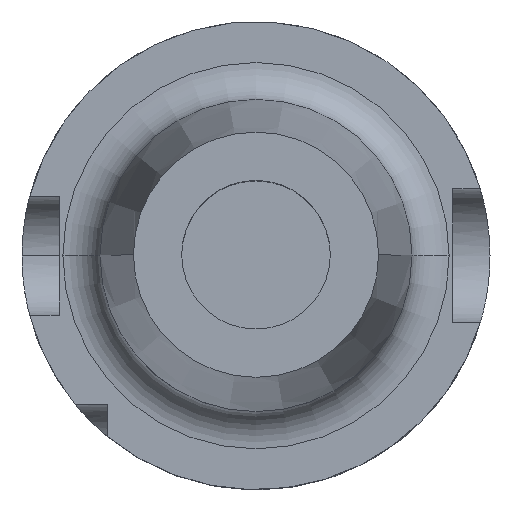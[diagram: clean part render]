
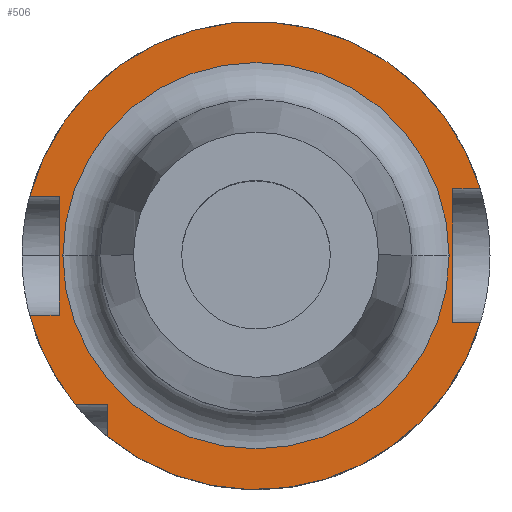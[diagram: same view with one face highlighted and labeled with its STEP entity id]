
A CAD part, top view. The second image highlights one B-rep face of the part: STEP entity #506.
In plain terms, the highlighted planar face has unit normal (0, 0, 1).
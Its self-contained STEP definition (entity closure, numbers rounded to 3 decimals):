
#50 = ORIENTED_EDGE ( 'NONE', *, *, #2122, .T. ) ;
#110 = ORIENTED_EDGE ( 'NONE', *, *, #3658, .F. ) ;
#145 = DIRECTION ( 'NONE',  ( -1., 0., 0. ) ) ;
#201 = CARTESIAN_POINT ( 'NONE',  ( 0., 0., 26. ) ) ;
#207 = VECTOR ( 'NONE', #3083, 1000. ) ;
#213 = LINE ( 'NONE', #351, #3215 ) ;
#221 = VECTOR ( 'NONE', #1541, 1000. ) ;
#247 = CIRCLE ( 'NONE', #1831, 31.5 ) ;
#275 = VERTEX_POINT ( 'NONE', #2243 ) ;
#277 = CARTESIAN_POINT ( 'NONE',  ( 0., -8., 26. ) ) ;
#288 = CARTESIAN_POINT ( 'NONE',  ( -26.5, 21., 26. ) ) ;
#351 = CARTESIAN_POINT ( 'NONE',  ( 0., 9., 26. ) ) ;
#354 = CARTESIAN_POINT ( 'NONE',  ( 0., -9., 26. ) ) ;
#428 = CARTESIAN_POINT ( 'NONE',  ( -20., -24.336, 26. ) ) ;
#434 = ORIENTED_EDGE ( 'NONE', *, *, #1603, .F. ) ;
#444 = EDGE_CURVE ( 'NONE', #604, #1516, #1514, .T. ) ;
#471 = ORIENTED_EDGE ( 'NONE', *, *, #1789, .T. ) ;
#477 = EDGE_LOOP ( 'NONE', ( #3374, #1883, #1255, #471, #1581, #2020, #3091, #434, #1852, #2603, #110 ) ) ;
#492 = CARTESIAN_POINT ( 'NONE',  ( -20., 21., 26. ) ) ;
#493 = DIRECTION ( 'NONE',  ( 1., 0., 0. ) ) ;
#506 = ADVANCED_FACE ( 'NONE', ( #851, #1338 ), #1029, .T. ) ;
#604 = VERTEX_POINT ( 'NONE', #779 ) ;
#659 = CARTESIAN_POINT ( 'NONE',  ( 26.5, 9., 26. ) ) ;
#683 = VERTEX_POINT ( 'NONE', #1930 ) ;
#733 = DIRECTION ( 'NONE',  ( 0., 0., -1. ) ) ;
#779 = CARTESIAN_POINT ( 'NONE',  ( -26.5, -8., 26. ) ) ;
#790 = ORIENTED_EDGE ( 'NONE', *, *, #2876, .T. ) ;
#827 = EDGE_LOOP ( 'NONE', ( #790, #50 ) ) ;
#851 = FACE_BOUND ( 'NONE', #827, .T. ) ;
#869 = LINE ( 'NONE', #277, #207 ) ;
#883 = CIRCLE ( 'NONE', #2802, 31.5 ) ;
#928 = CARTESIAN_POINT ( 'NONE',  ( -30.467, -8., 26. ) ) ;
#937 = CARTESIAN_POINT ( 'NONE',  ( 0., 0., 26. ) ) ;
#973 = EDGE_CURVE ( 'NONE', #3257, #1838, #1298, .T. ) ;
#1029 = PLANE ( 'NONE',  #1916 ) ;
#1100 = CARTESIAN_POINT ( 'NONE',  ( 26.5, 21., 26. ) ) ;
#1107 = EDGE_CURVE ( 'NONE', #2449, #1754, #1893, .T. ) ;
#1125 = EDGE_CURVE ( 'NONE', #2688, #2823, #883, .T. ) ;
#1141 = LINE ( 'NONE', #354, #3313 ) ;
#1197 = CARTESIAN_POINT ( 'NONE',  ( 0., 0., 26. ) ) ;
#1211 = CARTESIAN_POINT ( 'NONE',  ( -20., -20., 26. ) ) ;
#1220 = DIRECTION ( 'NONE',  ( -1., 0., 0. ) ) ;
#1255 = ORIENTED_EDGE ( 'NONE', *, *, #1125, .F. ) ;
#1298 = LINE ( 'NONE', #1100, #1866 ) ;
#1338 = FACE_OUTER_BOUND ( 'NONE', #477, .T. ) ;
#1349 = VERTEX_POINT ( 'NONE', #1544 ) ;
#1370 = DIRECTION ( 'NONE',  ( 0., 1., 0. ) ) ;
#1471 = DIRECTION ( 'NONE',  ( -1., 0., 0. ) ) ;
#1508 = VERTEX_POINT ( 'NONE', #928 ) ;
#1514 = LINE ( 'NONE', #288, #2253 ) ;
#1516 = VERTEX_POINT ( 'NONE', #2331 ) ;
#1541 = DIRECTION ( 'NONE',  ( -1., 0., 0. ) ) ;
#1544 = CARTESIAN_POINT ( 'NONE',  ( -30.467, 8., 26. ) ) ;
#1581 = ORIENTED_EDGE ( 'NONE', *, *, #973, .T. ) ;
#1596 = DIRECTION ( 'NONE',  ( 0., 0., 1. ) ) ;
#1603 = EDGE_CURVE ( 'NONE', #1516, #1349, #3582, .T. ) ;
#1754 = VERTEX_POINT ( 'NONE', #2647 ) ;
#1788 = DIRECTION ( 'NONE',  ( -1., 0., 0. ) ) ;
#1789 = EDGE_CURVE ( 'NONE', #2688, #3257, #1141, .T. ) ;
#1831 = AXIS2_PLACEMENT_3D ( 'NONE', #937, #2899, #1220 ) ;
#1835 = DIRECTION ( 'NONE',  ( 0., 0., -1. ) ) ;
#1838 = VERTEX_POINT ( 'NONE', #659 ) ;
#1852 = ORIENTED_EDGE ( 'NONE', *, *, #444, .F. ) ;
#1866 = VECTOR ( 'NONE', #1370, 1000. ) ;
#1880 = VECTOR ( 'NONE', #3333, 1000. ) ;
#1883 = ORIENTED_EDGE ( 'NONE', *, *, #2994, .F. ) ;
#1893 = LINE ( 'NONE', #2933, #221 ) ;
#1903 = DIRECTION ( 'NONE',  ( 1., 0., 0. ) ) ;
#1916 = AXIS2_PLACEMENT_3D ( 'NONE', #2711, #1596, #1903 ) ;
#1922 = CIRCLE ( 'NONE', #3288, 31.5 ) ;
#1930 = CARTESIAN_POINT ( 'NONE',  ( 30.187, 9., 26. ) ) ;
#2020 = ORIENTED_EDGE ( 'NONE', *, *, #2425, .T. ) ;
#2022 = CARTESIAN_POINT ( 'NONE',  ( 30.187, -9., 26. ) ) ;
#2051 = CIRCLE ( 'NONE', #3543, 26. ) ;
#2060 = VECTOR ( 'NONE', #1788, 1000. ) ;
#2122 = EDGE_CURVE ( 'NONE', #3100, #275, #3159, .T. ) ;
#2161 = AXIS2_PLACEMENT_3D ( 'NONE', #201, #2171, #493 ) ;
#2171 = DIRECTION ( 'NONE',  ( 0., 0., -1. ) ) ;
#2243 = CARTESIAN_POINT ( 'NONE',  ( 26., 0., 26. ) ) ;
#2253 = VECTOR ( 'NONE', #3245, 1000. ) ;
#2313 = DIRECTION ( 'NONE',  ( 1., 0., 0. ) ) ;
#2331 = CARTESIAN_POINT ( 'NONE',  ( -26.5, 8., 26. ) ) ;
#2414 = CARTESIAN_POINT ( 'NONE',  ( 0., 0., 26. ) ) ;
#2425 = EDGE_CURVE ( 'NONE', #1838, #683, #213, .T. ) ;
#2449 = VERTEX_POINT ( 'NONE', #1211 ) ;
#2497 = CARTESIAN_POINT ( 'NONE',  ( 26.5, -9., 26. ) ) ;
#2603 = ORIENTED_EDGE ( 'NONE', *, *, #3065, .F. ) ;
#2647 = CARTESIAN_POINT ( 'NONE',  ( -24.336, -20., 26. ) ) ;
#2688 = VERTEX_POINT ( 'NONE', #2022 ) ;
#2702 = DIRECTION ( 'NONE',  ( 1., 0., 0. ) ) ;
#2711 = CARTESIAN_POINT ( 'NONE',  ( 0., 21., 26. ) ) ;
#2737 = EDGE_CURVE ( 'NONE', #1349, #683, #247, .T. ) ;
#2802 = AXIS2_PLACEMENT_3D ( 'NONE', #3537, #1835, #145 ) ;
#2823 = VERTEX_POINT ( 'NONE', #428 ) ;
#2876 = EDGE_CURVE ( 'NONE', #275, #3100, #2051, .T. ) ;
#2880 = DIRECTION ( 'NONE',  ( -1., 0., 0. ) ) ;
#2899 = DIRECTION ( 'NONE',  ( 0., 0., -1. ) ) ;
#2933 = CARTESIAN_POINT ( 'NONE',  ( 0., -20., 26. ) ) ;
#2994 = EDGE_CURVE ( 'NONE', #2823, #2449, #3384, .T. ) ;
#3065 = EDGE_CURVE ( 'NONE', #1508, #604, #869, .T. ) ;
#3083 = DIRECTION ( 'NONE',  ( 1., 0., 0. ) ) ;
#3091 = ORIENTED_EDGE ( 'NONE', *, *, #2737, .F. ) ;
#3100 = VERTEX_POINT ( 'NONE', #3111 ) ;
#3111 = CARTESIAN_POINT ( 'NONE',  ( -26., 0., 26. ) ) ;
#3159 = CIRCLE ( 'NONE', #2161, 26. ) ;
#3163 = DIRECTION ( 'NONE',  ( 0., 0., -1. ) ) ;
#3215 = VECTOR ( 'NONE', #2313, 1000. ) ;
#3245 = DIRECTION ( 'NONE',  ( 0., 1., 0. ) ) ;
#3257 = VERTEX_POINT ( 'NONE', #2497 ) ;
#3288 = AXIS2_PLACEMENT_3D ( 'NONE', #1197, #3163, #1471 ) ;
#3313 = VECTOR ( 'NONE', #2880, 1000. ) ;
#3333 = DIRECTION ( 'NONE',  ( 0., 1., 0. ) ) ;
#3374 = ORIENTED_EDGE ( 'NONE', *, *, #1107, .F. ) ;
#3384 = LINE ( 'NONE', #492, #1880 ) ;
#3458 = CARTESIAN_POINT ( 'NONE',  ( 0., 8., 26. ) ) ;
#3537 = CARTESIAN_POINT ( 'NONE',  ( 0., 0., 26. ) ) ;
#3543 = AXIS2_PLACEMENT_3D ( 'NONE', #2414, #733, #2702 ) ;
#3582 = LINE ( 'NONE', #3458, #2060 ) ;
#3658 = EDGE_CURVE ( 'NONE', #1754, #1508, #1922, .T. ) ;
